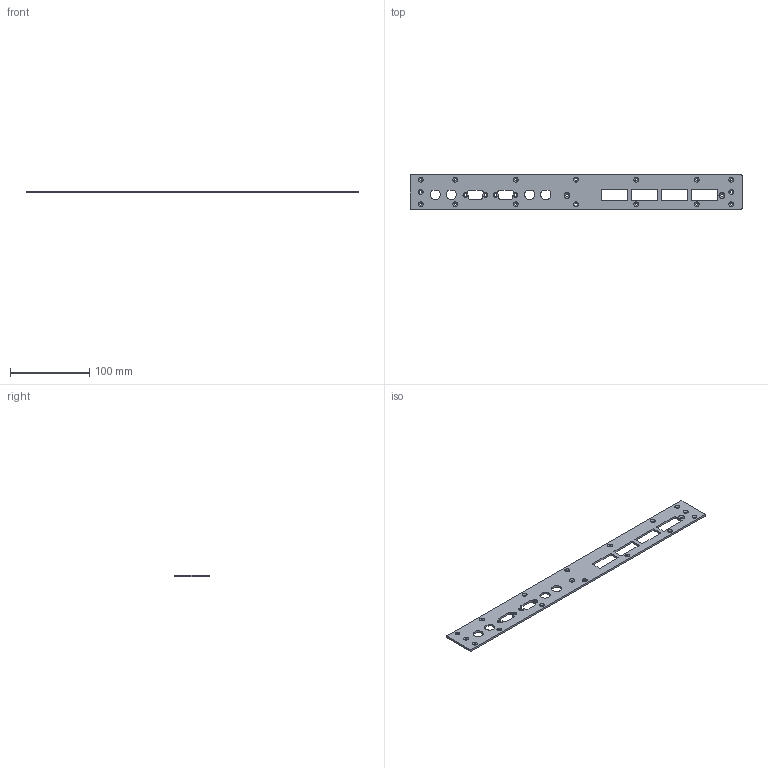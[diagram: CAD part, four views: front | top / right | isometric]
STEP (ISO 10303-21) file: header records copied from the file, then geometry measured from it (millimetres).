
FILE_DESCRIPTION(('Open CASCADE Model'),'2;1');
FILE_NAME('Open CASCADE Shape Model','2025-06-10T10:05:43',('Author'),( 'Open CASCADE'),'Open CASCADE STEP processor 7.5','Open CASCADE 7.5' ,'Unknown');
FILE_SCHEMA(('AUTOMOTIVE_DESIGN { 1 0 10303 214 1 1 1 1 }'));
Length unit declared in the file: millimetre
Products named in the file (1): Open CASCADE STEP translator 7.5 9
Bounding box: 419.1 x 43.18 x 2.5 mm (x, y, z)
Volume: 37530 mm3; surface area: 34867.5 mm2
Topology: 1 solids, 1 shells, 164 faces, 414 edges, 270 vertices
Faces by surface type: cylinder 90, plane 56, cone 18
Full cylindrical faces by diameter (mm): 3.2 x4, 3.248 x16, 3.918 x2, 6.094 x16, 7.364 x2
Entity records: 10584 total; most frequent: CARTESIAN_POINT 2001, DIRECTION 1666, ORIENTED_EDGE 828, PCURVE 828, DEFINITIONAL_REPRESENTATION 828, LINE 804, VECTOR 804, EDGE_CURVE 414
